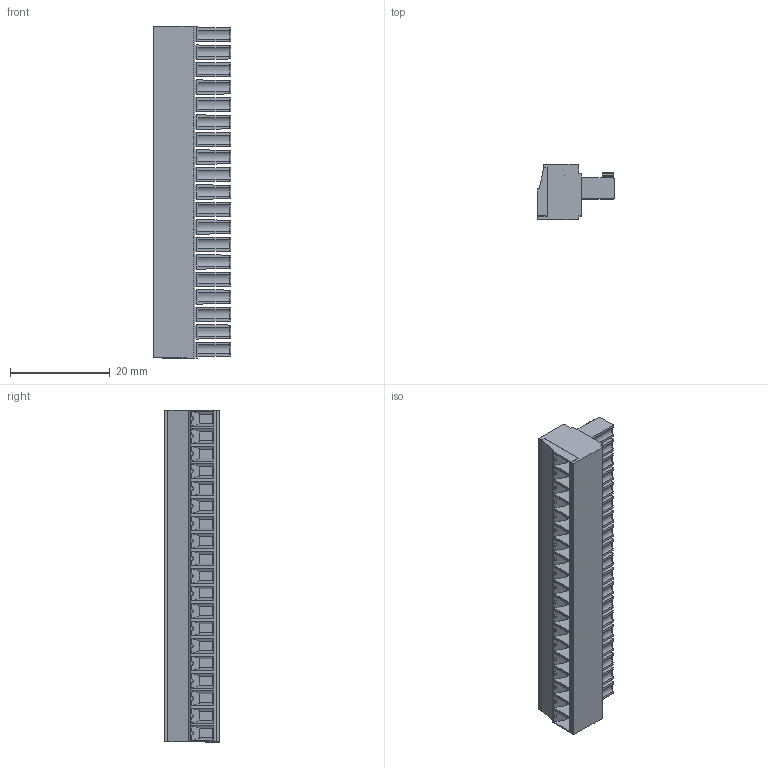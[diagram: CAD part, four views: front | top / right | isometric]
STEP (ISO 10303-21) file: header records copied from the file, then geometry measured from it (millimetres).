
FILE_DESCRIPTION(('STEP AP214'),'1');
FILE_NAME('SH19-3,5.stp','2018-11-19T08:26:16',(' '),(' '),'Spatial InterOp 3D',' ',' ');
FILE_SCHEMA(('AUTOMOTIVE_DESIGN { 1 0 10303 214 1 1 1 1 }'));
Length unit declared in the file: metre
Products named in the file (1): 1
Bounding box: 15.5 x 11.1 x 66.5 mm (x, y, z)
Volume: 6252.4 mm3; surface area: 7309.5 mm2
Topology: 1 solids, 1 shells, 1549 faces, 4128 edges, 2636 vertices
Faces by surface type: plane 1051, cylinder 346, torus 57, cone 57, sphere 38
Full cylindrical faces by diameter (mm): 1.2 x19, 2.8 x19, 3 x19
Entity records: 59389 total; most frequent: CARTESIAN_POINT 9105, ORIENTED_EDGE 7834, DIRECTION 7705, EDGE_CURVE 3917, LINE 2917, VECTOR 2917, VERTEX_POINT 2577, AXIS2_PLACEMENT_3D 2394
